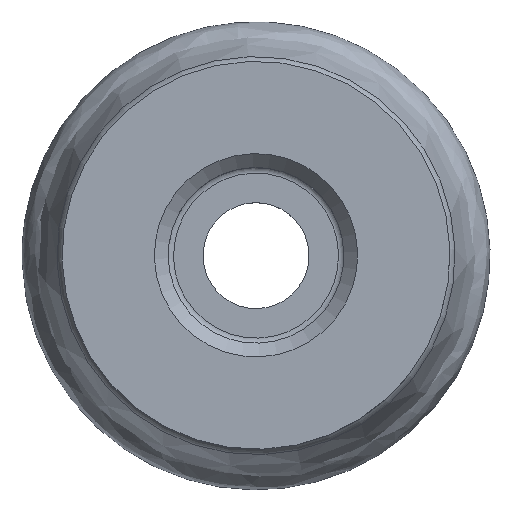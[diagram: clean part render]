
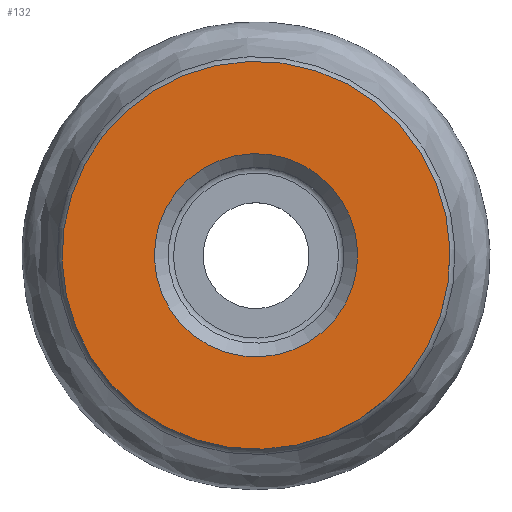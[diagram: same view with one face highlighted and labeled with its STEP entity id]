
A CAD part, top view. The second image highlights one B-rep face of the part: STEP entity #132.
In plain terms, the highlighted planar face has unit normal (0, 0, 1).
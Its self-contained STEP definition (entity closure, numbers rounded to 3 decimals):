
#113=PLANE('',#541);
#132=ADVANCED_FACE('CU_BCK',(#170,#171),#113,.T.);
#170=FACE_BOUND('',#227,.T.);
#171=FACE_BOUND('',#228,.T.);
#227=EDGE_LOOP('',(#283));
#228=EDGE_LOOP('',(#284));
#283=ORIENTED_EDGE('',*,*,#367,.F.);
#284=ORIENTED_EDGE('',*,*,#368,.F.);
#338=VERTEX_POINT('',#765);
#339=VERTEX_POINT('',#767);
#367=EDGE_CURVE('',#338,#338,#395,.T.);
#368=EDGE_CURVE('',#339,#339,#396,.T.);
#395=CIRCLE('',#539,11.03);
#396=CIRCLE('',#540,21.05);
#539=AXIS2_PLACEMENT_3D('',#764,#626,#627);
#540=AXIS2_PLACEMENT_3D('',#766,#628,#629);
#541=AXIS2_PLACEMENT_3D('',#768,#630,#631);
#626=DIRECTION('',(0.,0.,1.));
#627=DIRECTION('',(-0.208,0.978,0.));
#628=DIRECTION('',(0.,0.,-1.));
#629=DIRECTION('',(-0.208,0.978,0.));
#630=DIRECTION('',(0.,0.,1.));
#631=DIRECTION('',(-0.208,0.978,0.));
#764=CARTESIAN_POINT('',(0.,0.,0.));
#765=CARTESIAN_POINT('',(-2.293,10.789,0.));
#766=CARTESIAN_POINT('',(0.,0.,0.));
#767=CARTESIAN_POINT('',(-4.377,20.59,0.));
#768=CARTESIAN_POINT('',(-21.05,0.,0.));
